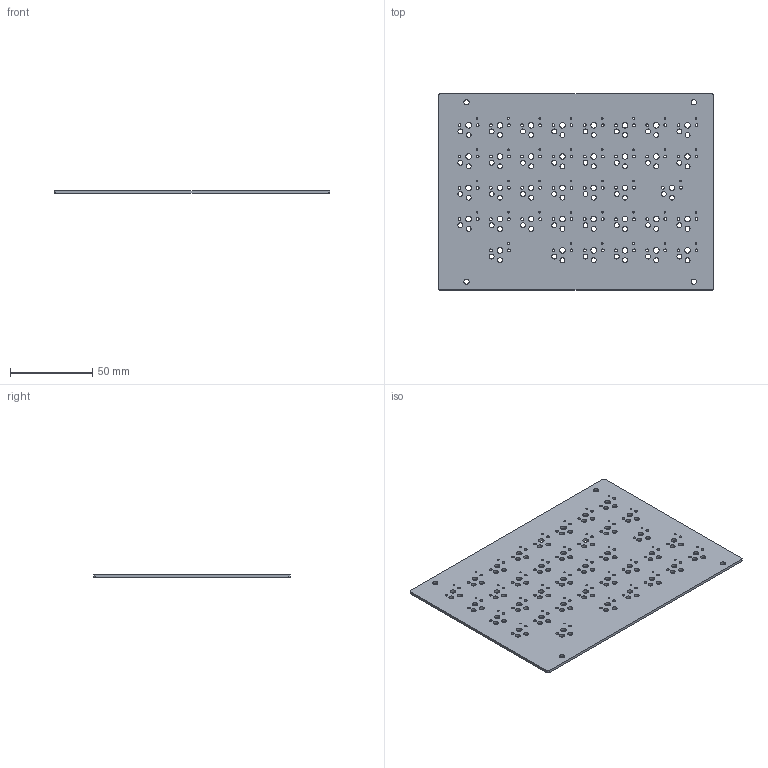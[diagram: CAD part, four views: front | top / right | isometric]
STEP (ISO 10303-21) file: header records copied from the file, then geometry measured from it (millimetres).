
FILE_DESCRIPTION(('KiCad electronic assembly'),'2;1');
FILE_NAME('netrazr_rev2-Right.step','2023-01-15T13:09:47',('Pcbnew'),( 'Kicad'),'Open CASCADE STEP processor 7.6','KiCad to STEP converter' ,'Unknown');
FILE_SCHEMA(('AUTOMOTIVE_DESIGN { 1 0 10303 214 1 1 1 1 }'));
Length unit declared in the file: millimetre
Products named in the file (2): netrazr_rev2-Right 1; netrazr_rev2-Right PCB
Assembly tree (1 placements, depth 2):
  netrazr_rev2-Right 1
    netrazr_rev2-Right PCB
Bounding box: 167.64 x 119.38 x 1.6 mm (x, y, z)
Volume: 30269.5 mm3; surface area: 41388.1 mm2
Topology: 1 solids, 1 shells, 236 faces, 702 edges, 468 vertices
Faces by surface type: cylinder 230, plane 6
Full cylindrical faces by diameter (mm): 0.991 x37, 1.702 x74, 3 x74, 3.2 x4, 3.429 x37
Entity records: 18283 total; most frequent: DIRECTION 3042, CARTESIAN_POINT 2812, ORIENTED_EDGE 1404, PCURVE 1404, DEFINITIONAL_REPRESENTATION 1404, LINE 1186, VECTOR 1186, CIRCLE 920
